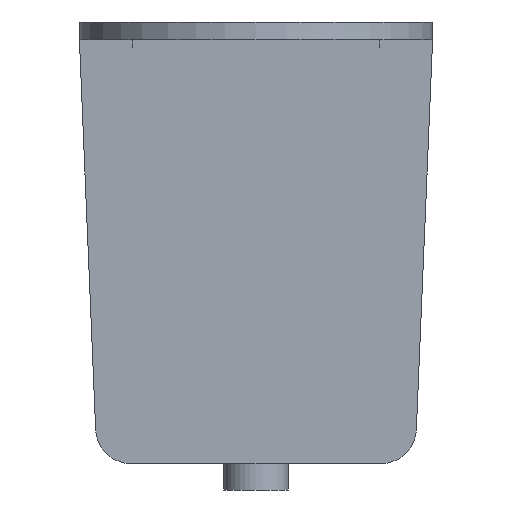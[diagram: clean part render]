
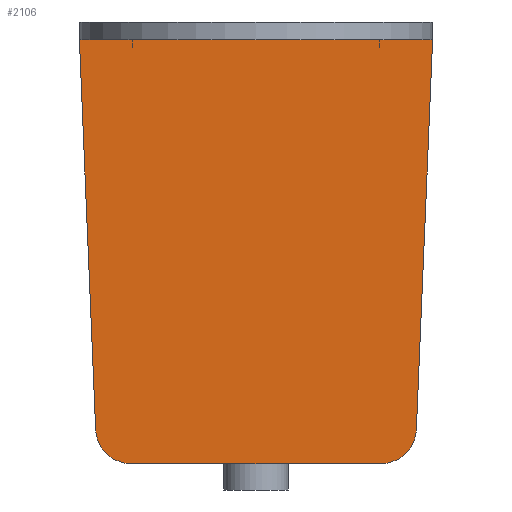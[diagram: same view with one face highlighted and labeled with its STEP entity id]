
A CAD part, front view. The second image highlights one B-rep face of the part: STEP entity #2106.
In plain terms, the highlighted planar face has unit normal (0, -1, 0).
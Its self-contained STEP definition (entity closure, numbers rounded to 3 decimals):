
#22=DIRECTION('',(1.,0.,0.));
#23=VECTOR('',#22,20.);
#24=CARTESIAN_POINT('',(-10.,-90.,0.));
#25=LINE('',#24,#23);
#122=CARTESIAN_POINT('',(7.082,-90.,-22.));
#123=DIRECTION('',(0.,-1.,0.));
#124=DIRECTION('',(0.,0.,-1.));
#125=AXIS2_PLACEMENT_3D('',#122,#123,#124);
#127=CARTESIAN_POINT('',(-7.082,-90.,-22.));
#128=DIRECTION('',(0.,-1.,0.));
#129=DIRECTION('',(-0.999,0.,-0.042));
#130=AXIS2_PLACEMENT_3D('',#127,#128,#129);
#132=DIRECTION('',(0.042,0.,-0.999));
#133=VECTOR('',#132,22.102);
#134=CARTESIAN_POINT('',(-10.,-90.,0.));
#135=LINE('',#134,#133);
#136=DIRECTION('',(0.042,0.,0.999));
#137=VECTOR('',#136,22.102);
#138=CARTESIAN_POINT('',(9.08,-90.,-22.083));
#139=LINE('',#138,#137);
#516=DIRECTION('',(-1.,0.,0.));
#517=VECTOR('',#516,14.163);
#518=CARTESIAN_POINT('',(7.082,-90.,-24.));
#519=LINE('',#518,#517);
#1894=CARTESIAN_POINT('',(-10.,-90.,0.));
#1896=VERTEX_POINT('',#1894);
#1898=CARTESIAN_POINT('',(10.,-90.,0.));
#1900=VERTEX_POINT('',#1898);
#1918=CARTESIAN_POINT('',(7.082,-90.,-24.));
#1919=CARTESIAN_POINT('',(9.08,-90.,-22.083));
#1920=VERTEX_POINT('',#1918);
#1921=VERTEX_POINT('',#1919);
#1930=CARTESIAN_POINT('',(-9.08,-90.,-22.083));
#1931=VERTEX_POINT('',#1930);
#1932=CARTESIAN_POINT('',(-7.082,-90.,-24.));
#1933=VERTEX_POINT('',#1932);
#2090=CARTESIAN_POINT('',(10.,-90.,0.));
#2091=DIRECTION('',(0.,-1.,0.));
#2092=DIRECTION('',(-1.,0.,0.));
#2093=AXIS2_PLACEMENT_3D('',#2090,#2091,#2092);
#2094=PLANE('',#2093);
#2095=ORIENTED_EDGE('',*,*,#2080,.F.);
#2097=ORIENTED_EDGE('',*,*,#2096,.T.);
#2099=ORIENTED_EDGE('',*,*,#2098,.F.);
#2101=ORIENTED_EDGE('',*,*,#2100,.F.);
#2102=ORIENTED_EDGE('',*,*,#1939,.T.);
#2103=ORIENTED_EDGE('',*,*,#2067,.F.);
#2104=EDGE_LOOP('',(#2095,#2097,#2099,#2101,#2102,#2103));
#2105=FACE_OUTER_BOUND('',#2104,.F.);
#2106=ADVANCED_FACE('',(#2105),#2094,.T.);
#126=CIRCLE('',#125,2.);
#131=CIRCLE('',#130,2.);
#1939=EDGE_CURVE('',#1896,#1900,#25,.T.);
#2067=EDGE_CURVE('',#1921,#1900,#139,.T.);
#2080=EDGE_CURVE('',#1920,#1921,#126,.T.);
#2096=EDGE_CURVE('',#1920,#1933,#519,.T.);
#2098=EDGE_CURVE('',#1931,#1933,#131,.T.);
#2100=EDGE_CURVE('',#1896,#1931,#135,.T.);
